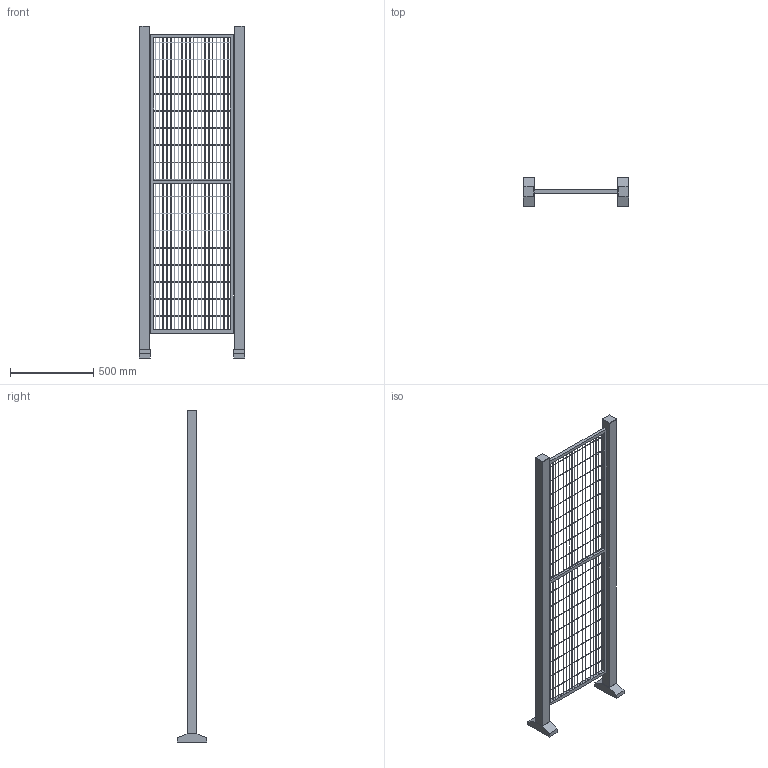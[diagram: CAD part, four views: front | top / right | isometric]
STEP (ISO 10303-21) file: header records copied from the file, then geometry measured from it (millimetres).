
FILE_DESCRIPTION(/* description */ (''),/* implementation_level */ '2;1');
FILE_NAME(/* name */ 'GSAA500_20210629.stp',/* time_stamp */ '2021-06-29T13:34:24+09:00',/* author */ (''),/* organization */ (''),/* preprocessor_version */ 'ST-DEVELOPER v16.7',/* originating_system */ 'SIEMENS PLM Software NX 12.0',/* authorisation */ '');
FILE_SCHEMA (('AUTOMOTIVE_DESIGN { 1 0 10303 214 3 1 1 1 }'));
Length unit declared in the file: millimetre
Products named in the file (3): post_5; GSAA500_1; GSAA500_202104
Assembly tree (3 placements, depth 2):
  GSAA500_202104
    GSAA500_1
    post_5  x2
Bounding box: 638 x 180 x 2000 mm (x, y, z)
Volume: 17354049.1 mm3; surface area: 1855441.4 mm2
Topology: 42 solids, 42 shells, 183 faces, 287 edges, 192 vertices
Faces by surface type: plane 136, cylinder 47
Full cylindrical faces by diameter (mm): 3 x39
Entity records: 3391 total; most frequent: DIRECTION 580, CARTESIAN_POINT 483, ORIENTED_EDGE 360, AXIS2_PLACEMENT_3D 243, EDGE_LOOP 206, EDGE_CURVE 180, ADVANCED_FACE 153, VERTEX_POINT 146
